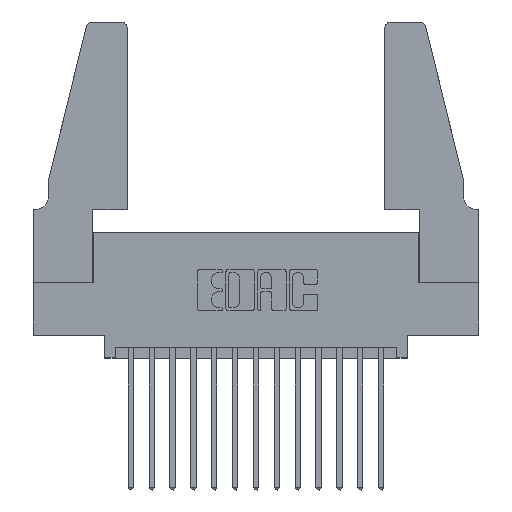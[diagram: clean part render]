
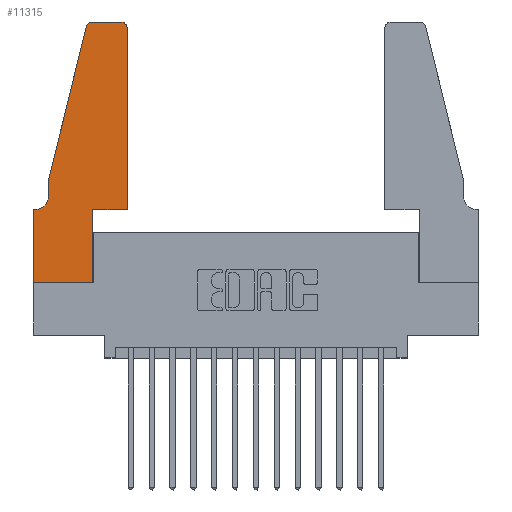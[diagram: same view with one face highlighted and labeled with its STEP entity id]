
A CAD part, top view. The second image highlights one B-rep face of the part: STEP entity #11315.
In plain terms, the highlighted planar face has unit normal (0, 0, 1).
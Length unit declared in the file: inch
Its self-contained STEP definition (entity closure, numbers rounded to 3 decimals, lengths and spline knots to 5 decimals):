
#244 = DIRECTION ( 'NONE',  ( -1., 0., 0. ) ) ;
#460 = CARTESIAN_POINT ( 'NONE',  ( 0.4505, 0.35, 0.37 ) ) ;
#470 = LINE ( 'NONE', #11950, #13569 ) ;
#540 = CARTESIAN_POINT ( 'NONE',  ( 0., 0.35, 0.37 ) ) ;
#619 = CARTESIAN_POINT ( 'NONE',  ( 0.0755, 0.5, 0.37 ) ) ;
#629 = VERTEX_POINT ( 'NONE', #1247 ) ;
#866 = VECTOR ( 'NONE', #244, 39.37008 ) ;
#1247 = CARTESIAN_POINT ( 'NONE',  ( 0.2865, 0.35, 0.37 ) ) ;
#1282 = EDGE_CURVE ( 'NONE', #8552, #12791, #7505, .T. ) ;
#1467 = VECTOR ( 'NONE', #4723, 39.37008 ) ;
#1560 = CARTESIAN_POINT ( 'NONE',  ( 0.0055, 0.35, 0.37 ) ) ;
#1625 = VECTOR ( 'NONE', #14490, 39.37008 ) ;
#1957 = ORIENTED_EDGE ( 'NONE', *, *, #3391, .T. ) ;
#2283 = CARTESIAN_POINT ( 'NONE',  ( 0.4205, 1.25, 0.37 ) ) ;
#2483 = EDGE_CURVE ( 'NONE', #9331, #13255, #3846, .T. ) ;
#2746 = CARTESIAN_POINT ( 'NONE',  ( 0.0055, 0.42, 0.37 ) ) ;
#3028 = ORIENTED_EDGE ( 'NONE', *, *, #14185, .T. ) ;
#3188 = DIRECTION ( 'NONE',  ( 0., 0., 1. ) ) ;
#3360 = CARTESIAN_POINT ( 'NONE',  ( 0.25487, 1.22718, 0.37 ) ) ;
#3391 = EDGE_CURVE ( 'NONE', #9296, #8552, #8422, .T. ) ;
#3846 = CIRCLE ( 'NONE', #8359, 0.07 ) ;
#3848 = AXIS2_PLACEMENT_3D ( 'NONE', #11561, #6344, #15213 ) ;
#3853 = AXIS2_PLACEMENT_3D ( 'NONE', #10813, #3188, #12075 ) ;
#3887 = EDGE_CURVE ( 'NONE', #16428, #629, #9193, .T. ) ;
#4723 = DIRECTION ( 'NONE',  ( 0., -1., 0. ) ) ;
#4894 = CARTESIAN_POINT ( 'NONE',  ( 0.4505, 1.22, 0.37 ) ) ;
#4997 = ORIENTED_EDGE ( 'NONE', *, *, #11510, .T. ) ;
#5336 = PLANE ( 'NONE',  #12261 ) ;
#6219 = VECTOR ( 'NONE', #14696, 39.37008 ) ;
#6344 = DIRECTION ( 'NONE',  ( 0., 0., 1. ) ) ;
#6455 = LINE ( 'NONE', #619, #15201 ) ;
#6622 = VERTEX_POINT ( 'NONE', #11532 ) ;
#6828 = FACE_OUTER_BOUND ( 'NONE', #13400, .T. ) ;
#7429 = DIRECTION ( 'NONE',  ( -1., 0., 0. ) ) ;
#7505 = CIRCLE ( 'NONE', #3853, 0.03 ) ;
#7553 = ORIENTED_EDGE ( 'NONE', *, *, #13042, .T. ) ;
#7879 = VERTEX_POINT ( 'NONE', #540 ) ;
#7883 = CARTESIAN_POINT ( 'NONE',  ( 0., 0.35, 0.37 ) ) ;
#7939 = CIRCLE ( 'NONE', #3848, 0.03 ) ;
#8035 = LINE ( 'NONE', #11923, #12611 ) ;
#8043 = CARTESIAN_POINT ( 'NONE',  ( 0.2865, 0., 0.37 ) ) ;
#8359 = AXIS2_PLACEMENT_3D ( 'NONE', #2746, #15443, #7429 ) ;
#8422 = LINE ( 'NONE', #15427, #866 ) ;
#8450 = CARTESIAN_POINT ( 'NONE',  ( 0.0755, 0.5, 0.37 ) ) ;
#8460 = DIRECTION ( 'NONE',  ( 1., 0., 0. ) ) ;
#8552 = VERTEX_POINT ( 'NONE', #14382 ) ;
#8626 = ORIENTED_EDGE ( 'NONE', *, *, #10423, .T. ) ;
#9010 = ORIENTED_EDGE ( 'NONE', *, *, #9824, .T. ) ;
#9154 = EDGE_CURVE ( 'NONE', #12791, #14027, #6455, .T. ) ;
#9193 = LINE ( 'NONE', #9667, #6219 ) ;
#9296 = VERTEX_POINT ( 'NONE', #2283 ) ;
#9331 = VERTEX_POINT ( 'NONE', #13478 ) ;
#9547 = ORIENTED_EDGE ( 'NONE', *, *, #3887, .T. ) ;
#9667 = CARTESIAN_POINT ( 'NONE',  ( 0.2865, 0.35, 0.37 ) ) ;
#9792 = CARTESIAN_POINT ( 'NONE',  ( 0.4505, 0.35, 0.37 ) ) ;
#9824 = EDGE_CURVE ( 'NONE', #7879, #13910, #8035, .T. ) ;
#9841 = LINE ( 'NONE', #8450, #1467 ) ;
#10385 = VECTOR ( 'NONE', #11012, 39.37008 ) ;
#10423 = EDGE_CURVE ( 'NONE', #13255, #7879, #470, .T. ) ;
#10782 = LINE ( 'NONE', #12064, #1625 ) ;
#10813 = CARTESIAN_POINT ( 'NONE',  ( 0.284, 1.22, 0.37 ) ) ;
#10893 = EDGE_CURVE ( 'NONE', #13910, #16428, #10782, .T. ) ;
#11012 = DIRECTION ( 'NONE',  ( 0., 1., 0. ) ) ;
#11315 = ADVANCED_FACE ( 'NONE', ( #6828 ), #5336, .T. ) ;
#11466 = VECTOR ( 'NONE', #8460, 39.37008 ) ;
#11510 = EDGE_CURVE ( 'NONE', #6622, #16329, #14322, .T. ) ;
#11532 = CARTESIAN_POINT ( 'NONE',  ( 0.4505, 0.35, 0.37 ) ) ;
#11561 = CARTESIAN_POINT ( 'NONE',  ( 0.4205, 1.22, 0.37 ) ) ;
#11901 = DIRECTION ( 'NONE',  ( -1., 0., 0. ) ) ;
#11923 = CARTESIAN_POINT ( 'NONE',  ( 0., 0., 0.37 ) ) ;
#11950 = CARTESIAN_POINT ( 'NONE',  ( 0.0755, 0.35, 0.37 ) ) ;
#12064 = CARTESIAN_POINT ( 'NONE',  ( 0., 0., 0.37 ) ) ;
#12075 = DIRECTION ( 'NONE',  ( 1., 0., 0. ) ) ;
#12115 = ORIENTED_EDGE ( 'NONE', *, *, #16255, .T. ) ;
#12261 = AXIS2_PLACEMENT_3D ( 'NONE', #7883, #15530, #12753 ) ;
#12611 = VECTOR ( 'NONE', #14295, 39.37008 ) ;
#12753 = DIRECTION ( 'NONE',  ( 1., 0., 0. ) ) ;
#12791 = VERTEX_POINT ( 'NONE', #3360 ) ;
#12982 = CARTESIAN_POINT ( 'NONE',  ( 0., 0., 0.37 ) ) ;
#13042 = EDGE_CURVE ( 'NONE', #16329, #9296, #7939, .T. ) ;
#13255 = VERTEX_POINT ( 'NONE', #1560 ) ;
#13400 = EDGE_LOOP ( 'NONE', ( #1957, #14722, #15375, #12115, #14346, #8626, #9010, #14512, #9547, #3028, #4997, #7553 ) ) ;
#13478 = CARTESIAN_POINT ( 'NONE',  ( 0.0755, 0.42, 0.37 ) ) ;
#13569 = VECTOR ( 'NONE', #11901, 39.37008 ) ;
#13910 = VERTEX_POINT ( 'NONE', #12982 ) ;
#14027 = VERTEX_POINT ( 'NONE', #14367 ) ;
#14185 = EDGE_CURVE ( 'NONE', #629, #6622, #15805, .T. ) ;
#14295 = DIRECTION ( 'NONE',  ( 0., -1., 0. ) ) ;
#14322 = LINE ( 'NONE', #460, #10385 ) ;
#14346 = ORIENTED_EDGE ( 'NONE', *, *, #2483, .T. ) ;
#14367 = CARTESIAN_POINT ( 'NONE',  ( 0.0755, 0.5, 0.37 ) ) ;
#14382 = CARTESIAN_POINT ( 'NONE',  ( 0.284, 1.25, 0.37 ) ) ;
#14490 = DIRECTION ( 'NONE',  ( 1., 0., 0. ) ) ;
#14512 = ORIENTED_EDGE ( 'NONE', *, *, #10893, .T. ) ;
#14696 = DIRECTION ( 'NONE',  ( 0., 1., 0. ) ) ;
#14722 = ORIENTED_EDGE ( 'NONE', *, *, #1282, .T. ) ;
#15201 = VECTOR ( 'NONE', #15752, 39.37008 ) ;
#15213 = DIRECTION ( 'NONE',  ( 1., 0., 0. ) ) ;
#15375 = ORIENTED_EDGE ( 'NONE', *, *, #9154, .T. ) ;
#15427 = CARTESIAN_POINT ( 'NONE',  ( 0.2605, 1.25, 0.37 ) ) ;
#15443 = DIRECTION ( 'NONE',  ( 0., 0., -1. ) ) ;
#15530 = DIRECTION ( 'NONE',  ( 0., 0., 1. ) ) ;
#15752 = DIRECTION ( 'NONE',  ( -0.239, -0.971, 0. ) ) ;
#15805 = LINE ( 'NONE', #9792, #11466 ) ;
#16255 = EDGE_CURVE ( 'NONE', #14027, #9331, #9841, .T. ) ;
#16329 = VERTEX_POINT ( 'NONE', #4894 ) ;
#16428 = VERTEX_POINT ( 'NONE', #8043 ) ;
